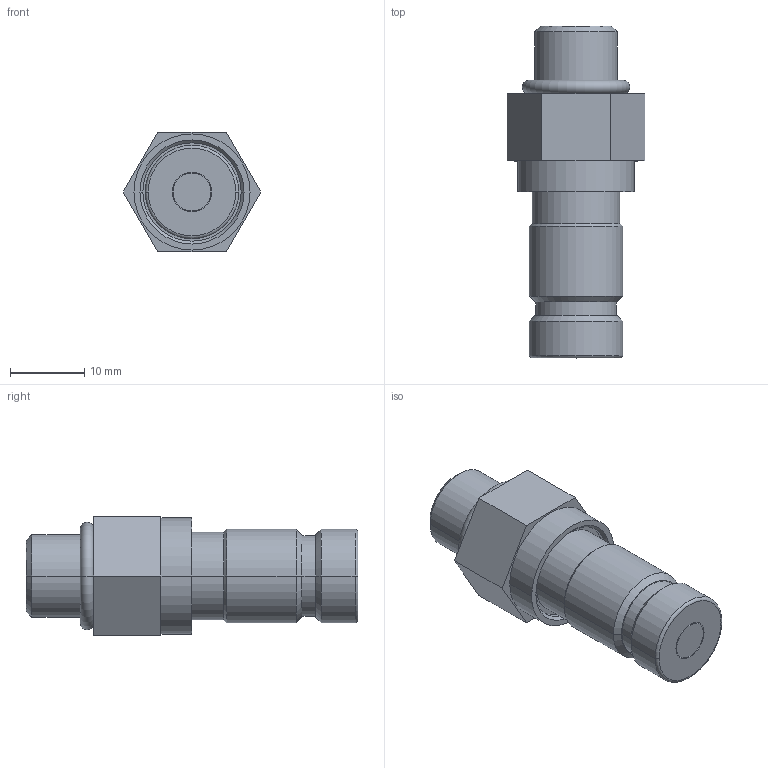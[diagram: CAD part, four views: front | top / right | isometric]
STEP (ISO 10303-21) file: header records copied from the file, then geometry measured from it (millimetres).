
FILE_DESCRIPTION((''),'2;1');
FILE_NAME('ILC30771744','2005-08-25T',('KR'),(''),'PRO/ENGINEER BY PARAMETRIC TECHNOLOGY CORPORATION, 2004290','PRO/ENGINEER BY PARAMETRIC TECHNOLOGY CORPORATION, 2004290','');
FILE_SCHEMA(('AUTOMOTIVE_DESIGN_CC2 { 1 2 10303 214 -1 1 5 2 }'));
Length unit declared in the file: inch
Products named in the file (1): ILC30771744
Bounding box: 18.48 x 44.58 x 16 mm (x, y, z)
Volume: 5969.3 mm3; surface area: 2958.8 mm2
Topology: 1 solids, 1 shells, 54 faces, 110 edges, 68 vertices
Faces by surface type: cylinder 22, plane 18, cone 10, torus 4
Entity records: 1912 total; most frequent: DIRECTION 278, CARTESIAN_POINT 232, ORIENTED_EDGE 220, AXIS2_PLACEMENT_3D 114, PRESENTATION_STYLE_ASSIGNMENT 113, STYLED_ITEM 111, CURVE_STYLE 110, EDGE_CURVE 110
